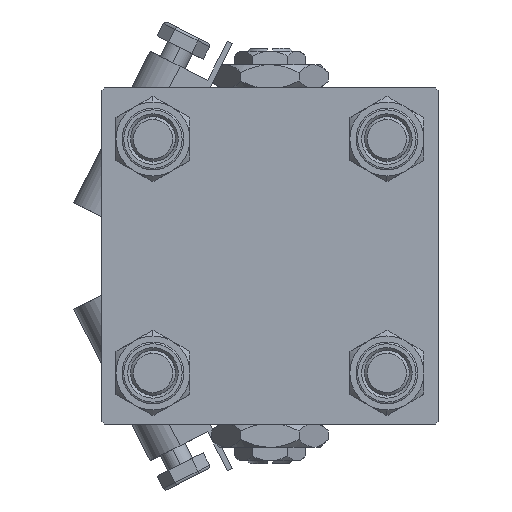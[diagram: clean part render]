
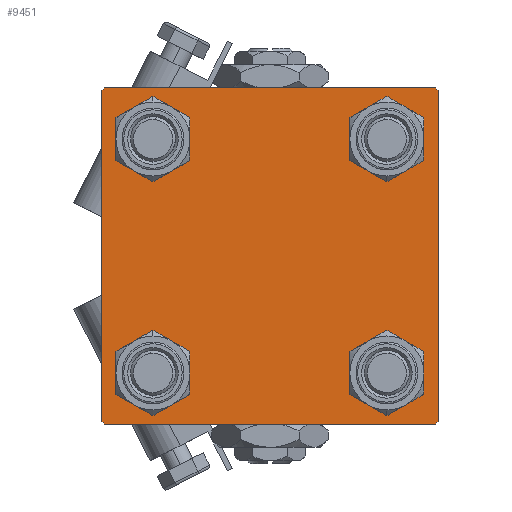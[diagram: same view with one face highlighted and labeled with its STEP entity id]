
A CAD part, left-side view. The second image highlights one B-rep face of the part: STEP entity #9451.
In plain terms, the highlighted planar face has unit normal (-1, 0, 0).
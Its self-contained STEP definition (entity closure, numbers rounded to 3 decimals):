
#501 = CARTESIAN_POINT ( 'NONE',  ( 0., -20.85, 25.35 ) ) ;
#786 = AXIS2_PLACEMENT_3D ( 'NONE', #50783, #39079, #38546 ) ;
#845 = DIRECTION ( 'NONE',  ( 0., 0., 1. ) ) ;
#902 = CIRCLE ( 'NONE', #31272, 4.5 ) ;
#936 = CARTESIAN_POINT ( 'NONE',  ( 0., 20.85, -20.85 ) ) ;
#957 = EDGE_CURVE ( 'NONE', #36688, #16859, #10010, .T. ) ;
#1560 = FACE_BOUND ( 'NONE', #20993, .T. ) ;
#1750 = CIRCLE ( 'NONE', #27820, 4.5 ) ;
#2224 = LINE ( 'NONE', #47909, #44960 ) ;
#2946 = CARTESIAN_POINT ( 'NONE',  ( 0., 20.85, -16.35 ) ) ;
#2950 = DIRECTION ( 'NONE',  ( 0., -0.707, 0.707 ) ) ;
#3194 = VECTOR ( 'NONE', #5944, 1000. ) ;
#3399 = EDGE_CURVE ( 'NONE', #19169, #40163, #2224, .T. ) ;
#4131 = VECTOR ( 'NONE', #5678, 1000. ) ;
#4400 = EDGE_CURVE ( 'NONE', #40163, #6892, #12803, .T. ) ;
#4502 = CARTESIAN_POINT ( 'NONE',  ( 0., 29.75, 29.75 ) ) ;
#4879 = CARTESIAN_POINT ( 'NONE',  ( 0., -30., 30. ) ) ;
#5085 = ORIENTED_EDGE ( 'NONE', *, *, #4400, .T. ) ;
#5288 = EDGE_CURVE ( 'NONE', #46355, #46383, #33613, .T. ) ;
#5318 = CIRCLE ( 'NONE', #37473, 4.5 ) ;
#5628 = FACE_OUTER_BOUND ( 'NONE', #17185, .T. ) ;
#5678 = DIRECTION ( 'NONE',  ( 0., 0., -1. ) ) ;
#5747 = DIRECTION ( 'NONE',  ( 1., 0., 0. ) ) ;
#5766 = VERTEX_POINT ( 'NONE', #14256 ) ;
#5944 = DIRECTION ( 'NONE',  ( 0., -1., 0. ) ) ;
#6394 = AXIS2_PLACEMENT_3D ( 'NONE', #26400, #5747, #38929 ) ;
#6771 = CARTESIAN_POINT ( 'NONE',  ( 0., 29.5, 30. ) ) ;
#6892 = VERTEX_POINT ( 'NONE', #39216 ) ;
#7052 = DIRECTION ( 'NONE',  ( 0., 0., 1. ) ) ;
#7666 = CARTESIAN_POINT ( 'NONE',  ( 0., 20.85, 16.35 ) ) ;
#8366 = EDGE_CURVE ( 'NONE', #6892, #41333, #23071, .T. ) ;
#8999 = DIRECTION ( 'NONE',  ( 1., 0., 0. ) ) ;
#9170 = FACE_BOUND ( 'NONE', #42400, .T. ) ;
#9210 = CARTESIAN_POINT ( 'NONE',  ( 0., 30., 30. ) ) ;
#9451 = ADVANCED_FACE ( 'NONE', ( #9170, #21678, #38807, #1560, #5628 ), #13794, .T. ) ;
#10010 = LINE ( 'NONE', #9210, #3194 ) ;
#10013 = ORIENTED_EDGE ( 'NONE', *, *, #34640, .T. ) ;
#10854 = LINE ( 'NONE', #42699, #52701 ) ;
#10959 = ORIENTED_EDGE ( 'NONE', *, *, #957, .F. ) ;
#12051 = EDGE_CURVE ( 'NONE', #34710, #19771, #902, .T. ) ;
#12558 = VERTEX_POINT ( 'NONE', #25047 ) ;
#12782 = AXIS2_PLACEMENT_3D ( 'NONE', #23876, #53266, #40473 ) ;
#12803 = LINE ( 'NONE', #32653, #18948 ) ;
#13115 = CIRCLE ( 'NONE', #14853, 4.5 ) ;
#13428 = DIRECTION ( 'NONE',  ( 0., 0., 1. ) ) ;
#13527 = CARTESIAN_POINT ( 'NONE',  ( 0., -20.85, 20.85 ) ) ;
#13794 = PLANE ( 'NONE',  #786 ) ;
#14075 = DIRECTION ( 'NONE',  ( 1., 0., 0. ) ) ;
#14256 = CARTESIAN_POINT ( 'NONE',  ( 0., -20.85, -25.35 ) ) ;
#14853 = AXIS2_PLACEMENT_3D ( 'NONE', #16939, #50131, #38432 ) ;
#14909 = CARTESIAN_POINT ( 'NONE',  ( 0., -29.75, -29.75 ) ) ;
#15268 = VERTEX_POINT ( 'NONE', #35843 ) ;
#16342 = AXIS2_PLACEMENT_3D ( 'NONE', #936, #34094, #13428 ) ;
#16617 = VECTOR ( 'NONE', #23888, 1000. ) ;
#16849 = ORIENTED_EDGE ( 'NONE', *, *, #36676, .T. ) ;
#16859 = VERTEX_POINT ( 'NONE', #44683 ) ;
#16939 = CARTESIAN_POINT ( 'NONE',  ( 0., -20.85, -20.85 ) ) ;
#17185 = EDGE_LOOP ( 'NONE', ( #33890, #20896, #5085, #49629, #51844, #23090, #10959, #35597 ) ) ;
#18610 = EDGE_CURVE ( 'NONE', #30139, #19169, #53006, .T. ) ;
#18948 = VECTOR ( 'NONE', #25046, 1000. ) ;
#19169 = VERTEX_POINT ( 'NONE', #24235 ) ;
#19552 = CARTESIAN_POINT ( 'NONE',  ( 0., -20.85, 16.35 ) ) ;
#19570 = EDGE_CURVE ( 'NONE', #15268, #25479, #20242, .T. ) ;
#19771 = VERTEX_POINT ( 'NONE', #501 ) ;
#20073 = EDGE_CURVE ( 'NONE', #40301, #16859, #10854, .T. ) ;
#20242 = CIRCLE ( 'NONE', #52390, 4.5 ) ;
#20896 = ORIENTED_EDGE ( 'NONE', *, *, #3399, .T. ) ;
#20993 = EDGE_LOOP ( 'NONE', ( #36732, #10013 ) ) ;
#21678 = FACE_BOUND ( 'NONE', #35795, .T. ) ;
#21899 = EDGE_LOOP ( 'NONE', ( #38055, #35099 ) ) ;
#23071 = LINE ( 'NONE', #14909, #24184 ) ;
#23090 = ORIENTED_EDGE ( 'NONE', *, *, #20073, .T. ) ;
#23876 = CARTESIAN_POINT ( 'NONE',  ( 0., 20.85, -20.85 ) ) ;
#23888 = DIRECTION ( 'NONE',  ( 0., 0., -1. ) ) ;
#24184 = VECTOR ( 'NONE', #2950, 1000. ) ;
#24235 = CARTESIAN_POINT ( 'NONE',  ( 0., 30., -29.5 ) ) ;
#24244 = EDGE_CURVE ( 'NONE', #40301, #41333, #25533, .T. ) ;
#24293 = CARTESIAN_POINT ( 'NONE',  ( 0., -30., -29.5 ) ) ;
#25046 = DIRECTION ( 'NONE',  ( 0., -1., 0. ) ) ;
#25047 = CARTESIAN_POINT ( 'NONE',  ( 0., -20.85, -16.35 ) ) ;
#25415 = DIRECTION ( 'NONE',  ( 0., 0.707, -0.707 ) ) ;
#25479 = VERTEX_POINT ( 'NONE', #7666 ) ;
#25533 = LINE ( 'NONE', #4879, #4131 ) ;
#26400 = CARTESIAN_POINT ( 'NONE',  ( 0., -20.85, 20.85 ) ) ;
#26605 = CARTESIAN_POINT ( 'NONE',  ( 0., 30., 29.5 ) ) ;
#26742 = CIRCLE ( 'NONE', #16342, 4.5 ) ;
#27695 = DIRECTION ( 'NONE',  ( 0., 0., 1. ) ) ;
#27820 = AXIS2_PLACEMENT_3D ( 'NONE', #30188, #8999, #845 ) ;
#29039 = CARTESIAN_POINT ( 'NONE',  ( 0., 30., 30. ) ) ;
#29628 = EDGE_CURVE ( 'NONE', #46383, #46355, #26742, .T. ) ;
#30139 = VERTEX_POINT ( 'NONE', #26605 ) ;
#30188 = CARTESIAN_POINT ( 'NONE',  ( 0., 20.85, 20.85 ) ) ;
#30652 = DIRECTION ( 'NONE',  ( 0., 0., 1. ) ) ;
#31272 = AXIS2_PLACEMENT_3D ( 'NONE', #13527, #14075, #30652 ) ;
#31378 = VECTOR ( 'NONE', #25415, 1000. ) ;
#31761 = DIRECTION ( 'NONE',  ( 1., 0., 0. ) ) ;
#32653 = CARTESIAN_POINT ( 'NONE',  ( 0., 30., -30. ) ) ;
#33299 = ORIENTED_EDGE ( 'NONE', *, *, #39438, .T. ) ;
#33613 = CIRCLE ( 'NONE', #12782, 4.5 ) ;
#33843 = LINE ( 'NONE', #4502, #31378 ) ;
#33890 = ORIENTED_EDGE ( 'NONE', *, *, #18610, .T. ) ;
#34094 = DIRECTION ( 'NONE',  ( 1., 0., 0. ) ) ;
#34640 = EDGE_CURVE ( 'NONE', #25479, #15268, #1750, .T. ) ;
#34710 = VERTEX_POINT ( 'NONE', #19552 ) ;
#35099 = ORIENTED_EDGE ( 'NONE', *, *, #5288, .T. ) ;
#35217 = ORIENTED_EDGE ( 'NONE', *, *, #12051, .T. ) ;
#35250 = CARTESIAN_POINT ( 'NONE',  ( 0., -30., 29.5 ) ) ;
#35597 = ORIENTED_EDGE ( 'NONE', *, *, #40561, .T. ) ;
#35795 = EDGE_LOOP ( 'NONE', ( #16849, #33299 ) ) ;
#35843 = CARTESIAN_POINT ( 'NONE',  ( 0., 20.85, 25.35 ) ) ;
#35936 = DIRECTION ( 'NONE',  ( 0., -0.707, -0.707 ) ) ;
#36676 = EDGE_CURVE ( 'NONE', #12558, #5766, #5318, .T. ) ;
#36688 = VERTEX_POINT ( 'NONE', #6771 ) ;
#36732 = ORIENTED_EDGE ( 'NONE', *, *, #19570, .T. ) ;
#37473 = AXIS2_PLACEMENT_3D ( 'NONE', #44011, #31761, #27695 ) ;
#38055 = ORIENTED_EDGE ( 'NONE', *, *, #29628, .T. ) ;
#38432 = DIRECTION ( 'NONE',  ( 0., 0., 1. ) ) ;
#38546 = DIRECTION ( 'NONE',  ( 0., 0., 1. ) ) ;
#38807 = FACE_BOUND ( 'NONE', #21899, .T. ) ;
#38889 = DIRECTION ( 'NONE',  ( 0., 0.707, 0.707 ) ) ;
#38929 = DIRECTION ( 'NONE',  ( 0., 0., 1. ) ) ;
#39079 = DIRECTION ( 'NONE',  ( -1., 0., 0. ) ) ;
#39216 = CARTESIAN_POINT ( 'NONE',  ( 0., -29.5, -30. ) ) ;
#39426 = CARTESIAN_POINT ( 'NONE',  ( 0., 20.85, 20.85 ) ) ;
#39438 = EDGE_CURVE ( 'NONE', #5766, #12558, #13115, .T. ) ;
#40163 = VERTEX_POINT ( 'NONE', #46426 ) ;
#40171 = ORIENTED_EDGE ( 'NONE', *, *, #46433, .T. ) ;
#40301 = VERTEX_POINT ( 'NONE', #35250 ) ;
#40473 = DIRECTION ( 'NONE',  ( 0., 0., 1. ) ) ;
#40561 = EDGE_CURVE ( 'NONE', #36688, #30139, #33843, .T. ) ;
#41333 = VERTEX_POINT ( 'NONE', #24293 ) ;
#42400 = EDGE_LOOP ( 'NONE', ( #40171, #35217 ) ) ;
#42699 = CARTESIAN_POINT ( 'NONE',  ( 0., -29.75, 29.75 ) ) ;
#44011 = CARTESIAN_POINT ( 'NONE',  ( 0., -20.85, -20.85 ) ) ;
#44683 = CARTESIAN_POINT ( 'NONE',  ( 0., -29.5, 30. ) ) ;
#44960 = VECTOR ( 'NONE', #35936, 1000. ) ;
#46355 = VERTEX_POINT ( 'NONE', #51701 ) ;
#46383 = VERTEX_POINT ( 'NONE', #2946 ) ;
#46426 = CARTESIAN_POINT ( 'NONE',  ( 0., 29.5, -30. ) ) ;
#46433 = EDGE_CURVE ( 'NONE', #19771, #34710, #53298, .T. ) ;
#47846 = DIRECTION ( 'NONE',  ( 1., 0., 0. ) ) ;
#47909 = CARTESIAN_POINT ( 'NONE',  ( 0., 29.75, -29.75 ) ) ;
#49629 = ORIENTED_EDGE ( 'NONE', *, *, #8366, .T. ) ;
#50131 = DIRECTION ( 'NONE',  ( 1., 0., 0. ) ) ;
#50783 = CARTESIAN_POINT ( 'NONE',  ( 0., 0., 0. ) ) ;
#51701 = CARTESIAN_POINT ( 'NONE',  ( 0., 20.85, -25.35 ) ) ;
#51844 = ORIENTED_EDGE ( 'NONE', *, *, #24244, .F. ) ;
#52390 = AXIS2_PLACEMENT_3D ( 'NONE', #39426, #47846, #7052 ) ;
#52701 = VECTOR ( 'NONE', #38889, 1000. ) ;
#53006 = LINE ( 'NONE', #29039, #16617 ) ;
#53266 = DIRECTION ( 'NONE',  ( 1., 0., 0. ) ) ;
#53298 = CIRCLE ( 'NONE', #6394, 4.5 ) ;
